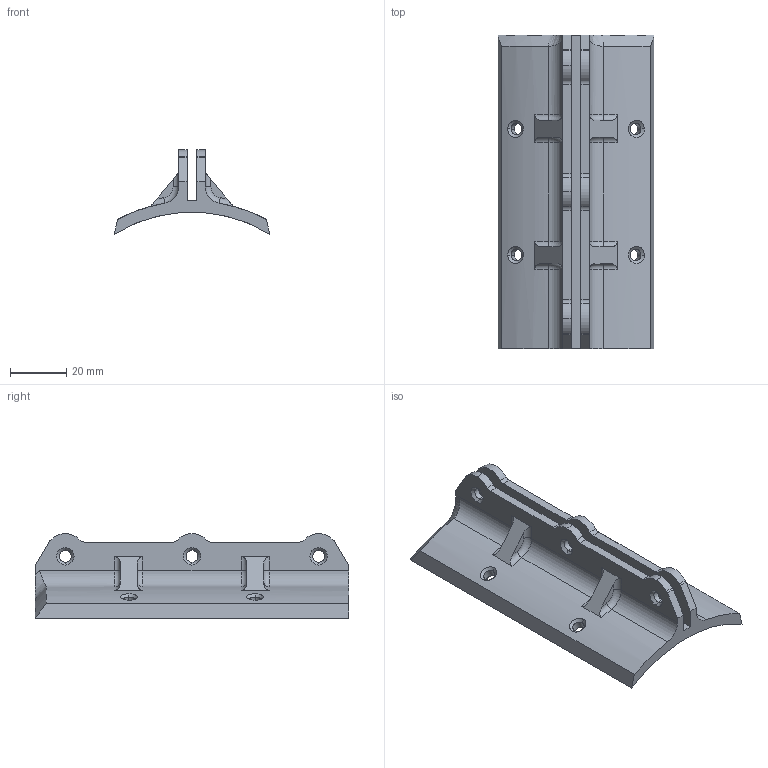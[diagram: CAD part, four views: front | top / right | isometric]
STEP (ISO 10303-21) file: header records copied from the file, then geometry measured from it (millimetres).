
FILE_DESCRIPTION (( 'STEP AP214' ), '1' );
FILE_NAME ('扰樖錼膻嬅嚦颬鳹鳿僗闉鍒_21_07_2023.STEP', '2023-09-25T15:05:41', ( 'Sofia' ), ( 'HP' ), 'SwSTEP 2.0', 'SolidWorks 2023', '' );
FILE_SCHEMA (( 'AUTOMOTIVE_DESIGN' ));
Length unit declared in the file: millimetre
Products named in the file (1): Крепление_стабилизаторов_21_07_2023
Bounding box: 55.64 x 112 x 30.28 mm (x, y, z)
Volume: 37584.7 mm3; surface area: 21436.2 mm2
Topology: 1 solids, 1 shells, 121 faces, 327 edges, 208 vertices
Faces by surface type: cylinder 59, plane 28, torus 16, bspline 10, cone 8
Entity records: 7953 total; most frequent: CARTESIAN_POINT 4898, ORIENTED_EDGE 654, DIRECTION 621, EDGE_CURVE 327, AXIS2_PLACEMENT_3D 244, VERTEX_POINT 208, EDGE_LOOP 141, LINE 133
